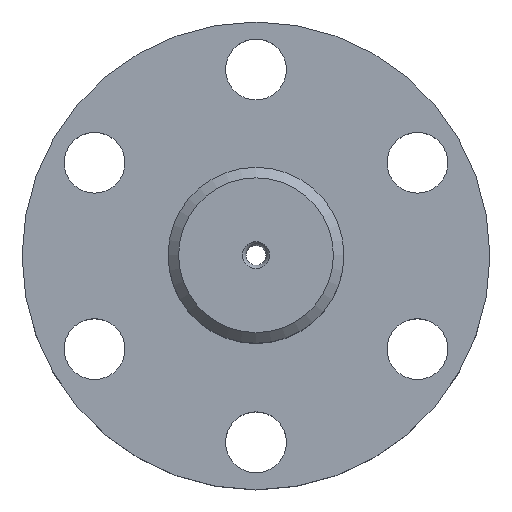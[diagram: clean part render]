
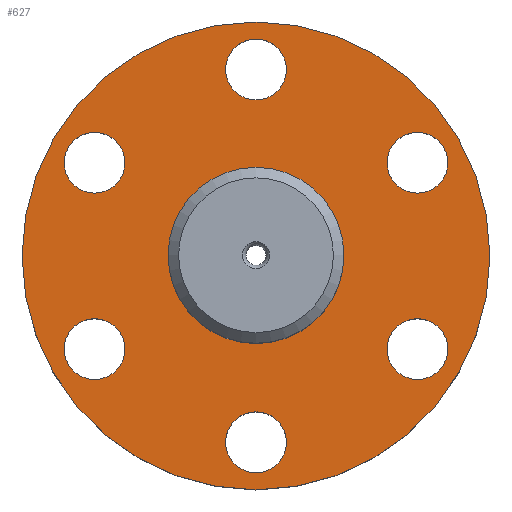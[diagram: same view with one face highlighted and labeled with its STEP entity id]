
A CAD part, top view. The second image highlights one B-rep face of the part: STEP entity #627.
In plain terms, the highlighted planar face has unit normal (0, 0, 1).
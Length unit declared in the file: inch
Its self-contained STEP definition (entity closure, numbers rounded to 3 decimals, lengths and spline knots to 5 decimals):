
#62=FACE_BOUND('',#184,.T.);
#63=FACE_BOUND('',#185,.T.);
#64=FACE_BOUND('',#186,.T.);
#65=FACE_BOUND('',#187,.T.);
#66=FACE_BOUND('',#188,.T.);
#67=FACE_BOUND('',#189,.T.);
#68=FACE_BOUND('',#190,.T.);
#123=FACE_OUTER_BOUND('',#183,.T.);
#183=EDGE_LOOP('',(#461));
#184=EDGE_LOOP('',(#462));
#185=EDGE_LOOP('',(#463));
#186=EDGE_LOOP('',(#464));
#187=EDGE_LOOP('',(#465));
#188=EDGE_LOOP('',(#466));
#189=EDGE_LOOP('',(#467));
#190=EDGE_LOOP('',(#468));
#276=CIRCLE('',#697,0.19);
#277=CIRCLE('',#699,0.0865);
#279=CIRCLE('',#702,0.0865);
#281=CIRCLE('',#705,0.0865);
#283=CIRCLE('',#708,0.0865);
#285=CIRCLE('',#711,0.0865);
#287=CIRCLE('',#714,0.0865);
#289=CIRCLE('',#717,0.665);
#332=VERTEX_POINT('',#1020);
#333=VERTEX_POINT('',#1023);
#335=VERTEX_POINT('',#1028);
#337=VERTEX_POINT('',#1033);
#339=VERTEX_POINT('',#1038);
#341=VERTEX_POINT('',#1043);
#343=VERTEX_POINT('',#1048);
#345=VERTEX_POINT('',#1053);
#388=EDGE_CURVE('',#332,#332,#276,.T.);
#389=EDGE_CURVE('',#333,#333,#277,.T.);
#391=EDGE_CURVE('',#335,#335,#279,.T.);
#393=EDGE_CURVE('',#337,#337,#281,.T.);
#395=EDGE_CURVE('',#339,#339,#283,.T.);
#397=EDGE_CURVE('',#341,#341,#285,.T.);
#399=EDGE_CURVE('',#343,#343,#287,.T.);
#401=EDGE_CURVE('',#345,#345,#289,.T.);
#461=ORIENTED_EDGE('',*,*,#401,.F.);
#462=ORIENTED_EDGE('',*,*,#388,.T.);
#463=ORIENTED_EDGE('',*,*,#389,.T.);
#464=ORIENTED_EDGE('',*,*,#391,.T.);
#465=ORIENTED_EDGE('',*,*,#393,.T.);
#466=ORIENTED_EDGE('',*,*,#395,.T.);
#467=ORIENTED_EDGE('',*,*,#397,.T.);
#468=ORIENTED_EDGE('',*,*,#399,.T.);
#552=PLANE('',#716);
#627=ADVANCED_FACE('',(#123,#62,#63,#64,#65,#66,#67,#68),#552,.T.);
#697=AXIS2_PLACEMENT_3D('',#1021,#814,#815);
#699=AXIS2_PLACEMENT_3D('',#1024,#818,#819);
#702=AXIS2_PLACEMENT_3D('',#1029,#824,#825);
#705=AXIS2_PLACEMENT_3D('',#1034,#830,#831);
#708=AXIS2_PLACEMENT_3D('',#1039,#836,#837);
#711=AXIS2_PLACEMENT_3D('',#1044,#842,#843);
#714=AXIS2_PLACEMENT_3D('',#1049,#848,#849);
#716=AXIS2_PLACEMENT_3D('',#1052,#852,#853);
#717=AXIS2_PLACEMENT_3D('',#1054,#854,#855);
#814=DIRECTION('center_axis',(0.,0.,-1.));
#815=DIRECTION('ref_axis',(1.,0.,0.));
#818=DIRECTION('center_axis',(0.,0.,-1.));
#819=DIRECTION('ref_axis',(0.5,0.866,0.));
#824=DIRECTION('center_axis',(0.,0.,-1.));
#825=DIRECTION('ref_axis',(-0.5,0.866,0.));
#830=DIRECTION('center_axis',(0.,0.,-1.));
#831=DIRECTION('ref_axis',(-1.,0.,0.));
#836=DIRECTION('center_axis',(0.,0.,-1.));
#837=DIRECTION('ref_axis',(-0.5,-0.866,0.));
#842=DIRECTION('center_axis',(0.,0.,-1.));
#843=DIRECTION('ref_axis',(0.5,-0.866,0.));
#848=DIRECTION('center_axis',(0.,0.,-1.));
#849=DIRECTION('ref_axis',(1.,0.,0.));
#852=DIRECTION('center_axis',(0.,0.,1.));
#853=DIRECTION('ref_axis',(-1.,0.,0.));
#854=DIRECTION('center_axis',(0.,0.,-1.));
#855=DIRECTION('ref_axis',(-1.,0.,0.));
#1020=CARTESIAN_POINT('',(-0.19,0.,0.254));
#1021=CARTESIAN_POINT('Origin',(0.,0.,0.254));
#1023=CARTESIAN_POINT('',(0.41574,-0.33991,0.254));
#1024=CARTESIAN_POINT('Origin',(0.45899,-0.265,0.254));
#1028=CARTESIAN_POINT('',(0.50224,0.19009,0.254));
#1029=CARTESIAN_POINT('Origin',(0.45899,0.265,0.254));
#1033=CARTESIAN_POINT('',(0.0865,0.53,0.254));
#1034=CARTESIAN_POINT('Origin',(0.,0.53,0.254));
#1038=CARTESIAN_POINT('',(-0.41574,0.33991,0.254));
#1039=CARTESIAN_POINT('Origin',(-0.45899,0.265,0.254));
#1043=CARTESIAN_POINT('',(-0.50224,-0.19009,0.254));
#1044=CARTESIAN_POINT('Origin',(-0.45899,-0.265,0.254));
#1048=CARTESIAN_POINT('',(-0.0865,-0.53,0.254));
#1049=CARTESIAN_POINT('Origin',(0.,-0.53,0.254));
#1052=CARTESIAN_POINT('Origin',(0.,0.,0.254));
#1053=CARTESIAN_POINT('',(0.665,0.,0.254));
#1054=CARTESIAN_POINT('Origin',(0.,0.,0.254));
